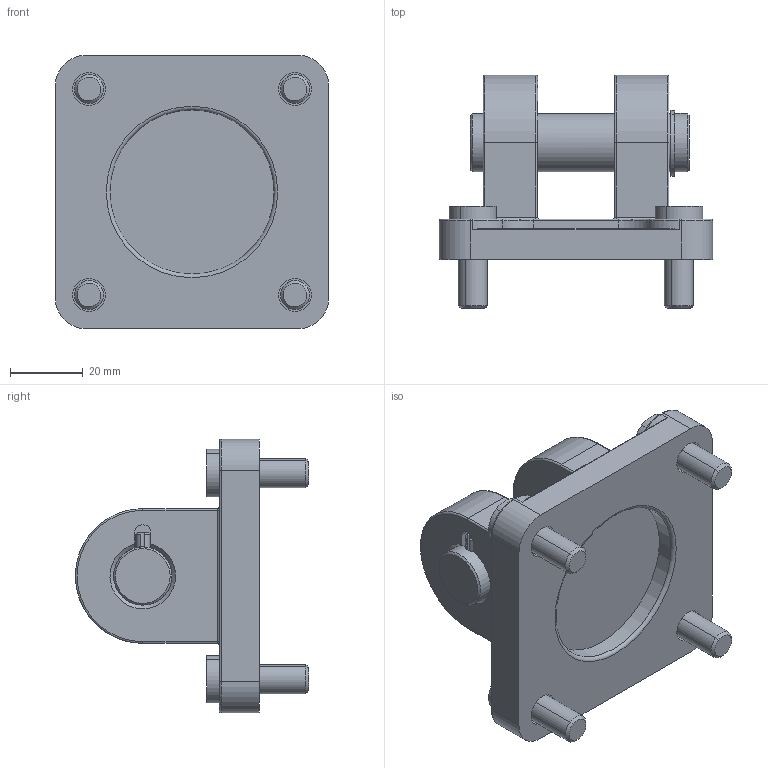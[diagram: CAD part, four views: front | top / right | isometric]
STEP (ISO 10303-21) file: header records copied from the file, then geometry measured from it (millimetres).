
FILE_DESCRIPTION(('HOOPS Exchange Step'),'2;1');
FILE_NAME('export-112D66F7-8F07-45E4-8040-BD99600F5590.stp','2021-09-30T16:08:05+02:00',('User'),('Alibre'),'HOOPS Exchange 2020.1','Alibre','Unknown authorisation');
FILE_SCHEMA( ('AP242_MANAGED_MODEL_BASED_3D_ENGINEERING_MIM_LF {1 0 10303 442 1 1 4 }') );
Length unit declared in the file: millimetre
Products named in the file (5): 5563-1 Hinge frame; 5563-2 hinge shaft; 5563-3 Circlip; 502 DIN 912 metric bolts M8x20; 5563 Z40W0950632003SP Female Hinge - Model B 063 - for Rod-Eye GA-M M16x1.5
Assembly tree (7 placements, depth 2):
  5563 Z40W0950632003SP Female Hinge - Model B 063 - for Rod-Eye GA-M M16x1.5
    5563-1 Hinge frame
    5563-2 hinge shaft
    5563-3 Circlip
    502 DIN 912 metric bolts M8x20  x4
Bounding box: 75 x 64 x 75 mm (x, y, z)
Volume: 96509.6 mm3; surface area: 32460.9 mm2
Topology: 7 solids, 7 shells, 235 faces, 579 edges, 368 vertices
Faces by surface type: cylinder 96, plane 83, cone 27, torus 25, bspline 4
Full cylindrical faces by diameter (mm): 1.8 x2, 4 x1, 9 x4, 15 x4, 15.2 x1, 16 x4, 45 x1
Entity records: 8504 total; most frequent: CARTESIAN_POINT 3886, DIRECTION 1025, ORIENTED_EDGE 894, EDGE_CURVE 447, AXIS2_PLACEMENT_3D 420, VERTEX_POINT 290, CIRCLE 229, EDGE_LOOP 207
